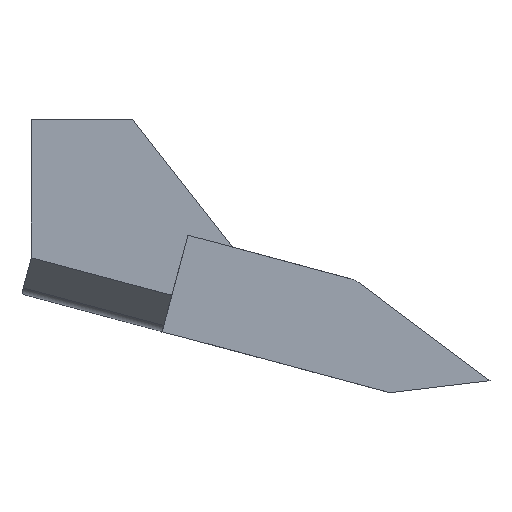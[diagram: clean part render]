
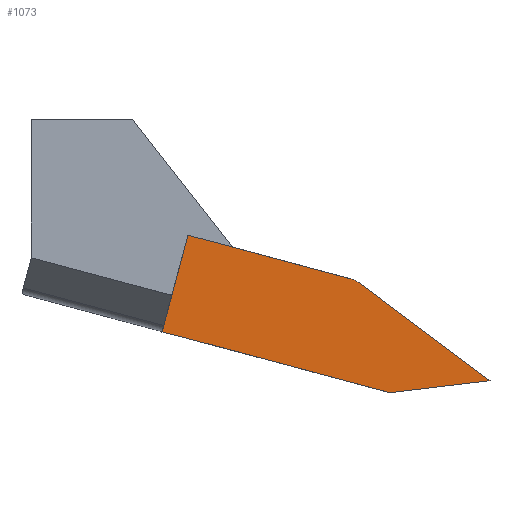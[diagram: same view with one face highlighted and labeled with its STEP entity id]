
A CAD part, front view. The second image highlights one B-rep face of the part: STEP entity #1073.
In plain terms, the highlighted planar face has unit normal (0, -1, 0).
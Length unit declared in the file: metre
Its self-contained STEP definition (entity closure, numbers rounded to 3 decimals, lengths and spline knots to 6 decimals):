
#104=PLANE('',#1189);
#106=CIRCLE('',#1105,0.093211);
#116=CIRCLE('',#1120,0.004);
#136=CIRCLE('',#1190,0.001);
#395=ORIENTED_EDGE('',*,*,#491,.T.);
#396=ORIENTED_EDGE('',*,*,#624,.T.);
#397=ORIENTED_EDGE('',*,*,#496,.F.);
#398=ORIENTED_EDGE('',*,*,#504,.F.);
#399=ORIENTED_EDGE('',*,*,#507,.F.);
#400=ORIENTED_EDGE('',*,*,#493,.F.);
#401=ORIENTED_EDGE('',*,*,#511,.T.);
#402=ORIENTED_EDGE('',*,*,#474,.T.);
#474=EDGE_CURVE('',#635,#638,#106,.F.);
#491=EDGE_CURVE('',#638,#654,#749,.T.);
#493=EDGE_CURVE('',#655,#657,#751,.T.);
#496=EDGE_CURVE('',#659,#660,#753,.F.);
#504=EDGE_CURVE('',#667,#659,#754,.F.);
#507=EDGE_CURVE('',#657,#667,#116,.F.);
#511=EDGE_CURVE('',#655,#635,#755,.T.);
#624=EDGE_CURVE('',#654,#660,#136,.T.);
#635=VERTEX_POINT('',#1503);
#638=VERTEX_POINT('',#1508);
#654=VERTEX_POINT('',#1551);
#655=VERTEX_POINT('',#1555);
#657=VERTEX_POINT('',#1558);
#659=VERTEX_POINT('',#1564);
#660=VERTEX_POINT('',#1565);
#667=VERTEX_POINT('',#1589);
#749=LINE('',#1552,#823);
#751=LINE('',#1557,#825);
#753=LINE('',#1563,#827);
#754=LINE('',#1590,#828);
#755=LINE('',#1622,#829);
#823=VECTOR('',#1240,1.);
#825=VECTOR('',#1244,1.);
#827=VECTOR('',#1250,1.);
#828=VECTOR('',#1261,1.);
#829=VECTOR('',#1268,1.);
#930=EDGE_LOOP('',(#395,#396,#397,#398,#399,#400,#401,#402));
#992=FACE_BOUND('',#930,.T.);
#1073=ADVANCED_FACE('',(#992),#104,.T.);
#1105=AXIS2_PLACEMENT_3D('',#1509,#1218,#1219);
#1120=AXIS2_PLACEMENT_3D('',#1606,#1264,#1265);
#1189=AXIS2_PLACEMENT_3D('',#1955,#1458,#1459);
#1190=AXIS2_PLACEMENT_3D('',#1956,#1460,#1461);
#1218=DIRECTION('',(0.,-1.,0.));
#1219=DIRECTION('',(0.,0.,-1.));
#1240=DIRECTION('',(0.966,0.,-0.259));
#1244=DIRECTION('',(0.966,0.,-0.259));
#1250=DIRECTION('',(0.993,0.,0.118));
#1261=DIRECTION('',(-0.801,0.,0.599));
#1264=DIRECTION('',(0.,-1.,0.));
#1265=DIRECTION('',(0.,0.,-1.));
#1268=DIRECTION('',(-0.259,0.,-0.966));
#1458=DIRECTION('',(0.,-1.,0.));
#1459=DIRECTION('',(1.,0.,0.));
#1460=DIRECTION('',(0.,-1.,0.));
#1461=DIRECTION('',(0.,0.,-1.));
#1503=CARTESIAN_POINT('',(-0.01811,0.,0.008228));
#1508=CARTESIAN_POINT('',(-0.013944,0.,0.007214));
#1509=CARTESIAN_POINT('',(-0.038069,0.,-0.082821));
#1551=CARTESIAN_POINT('',(0.018252,0.,-0.001413));
#1552=CARTESIAN_POINT('',(-0.001847,0.,0.003972));
#1555=CARTESIAN_POINT('',(-0.013943,0.,0.023778));
#1557=CARTESIAN_POINT('',(-0.010624,0.,0.022888));
#1558=CARTESIAN_POINT('',(0.012175,0.,0.016779));
#1563=CARTESIAN_POINT('',(-0.004021,0.,-0.004142));
#1564=CARTESIAN_POINT('',(0.034479,0.,0.00045));
#1565=CARTESIAN_POINT('',(0.018629,0.,-0.00144));
#1589=CARTESIAN_POINT('',(0.013536,0.,0.016118));
#1590=CARTESIAN_POINT('',(0.003433,0.,0.023677));
#1606=CARTESIAN_POINT('',(0.01114,0.,0.012916));
#1622=CARTESIAN_POINT('',(-0.021941,0.,-0.006069));
#1955=CARTESIAN_POINT('',(0.,0.,0.));
#1956=CARTESIAN_POINT('',(0.01851,0.,-0.000447));
